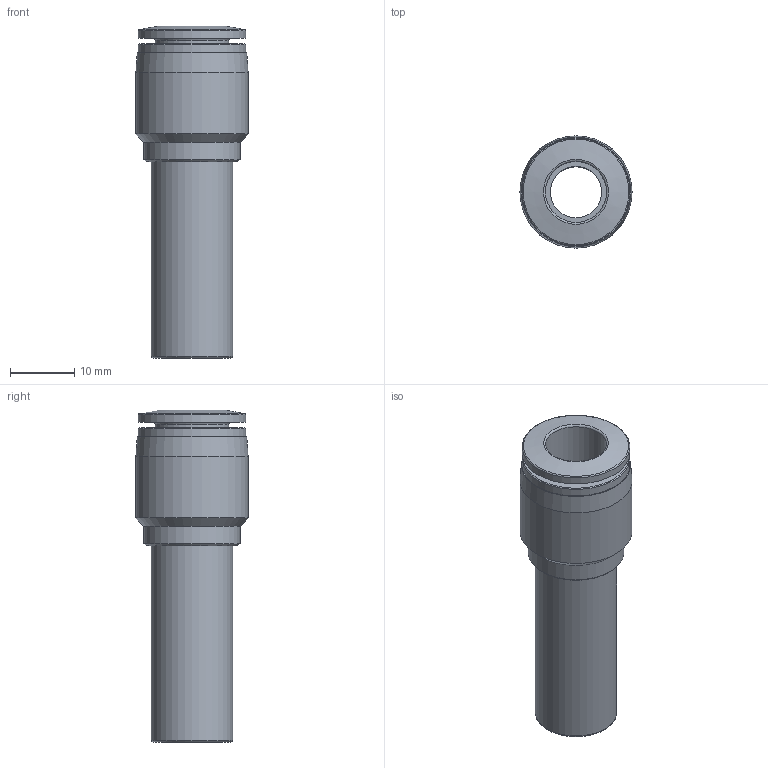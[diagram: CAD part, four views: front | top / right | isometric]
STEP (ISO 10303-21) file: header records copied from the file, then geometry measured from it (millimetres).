
FILE_DESCRIPTION(/* description */ ('STEP AP214'),/* implementation_level */ '2;1');
FILE_NAME(/* name */ '567780_QB-1_2H-3_8-U',/* time_stamp */ '2024-09-14T01:17:55+02:00',/* author */ ('License CC BY-ND 4.0'),/* organization */ ('CADENAS'),/* preprocessor_version */ 'ST-DEVELOPER v19.3',/* originating_system */ 'PARTsolutions',/* authorisation */ ' ');
FILE_SCHEMA (('AUTOMOTIVE_DESIGN {1 0 10303 214 3 1 1}'));
Length unit declared in the file: millimetre
Products named in the file (1): 567780 QB-1/2H-3/8-U
Bounding box: 17.5 x 17.5 x 51.8 mm (x, y, z)
Volume: 5460.1 mm3; surface area: 4235.5 mm2
Topology: 1 solids, 1 shells, 23 faces, 40 edges, 23 vertices
Faces by surface type: cylinder 8, plane 6, cone 5, torus 4
Full cylindrical faces by diameter (mm): 8 x1, 9.525 x1, 11.525 x1, 12.7 x1, 15 x1, 16.8 x2, 17.5 x1
Entity records: 654 total; most frequent: DIRECTION 94, CARTESIAN_POINT 70, AXIS2_PLACEMENT_3D 47, ORIENTED_EDGE 46, EDGE_LOOP 46, FACE_BOUND 46, EDGE_CURVE 23, VERTEX_POINT 23
